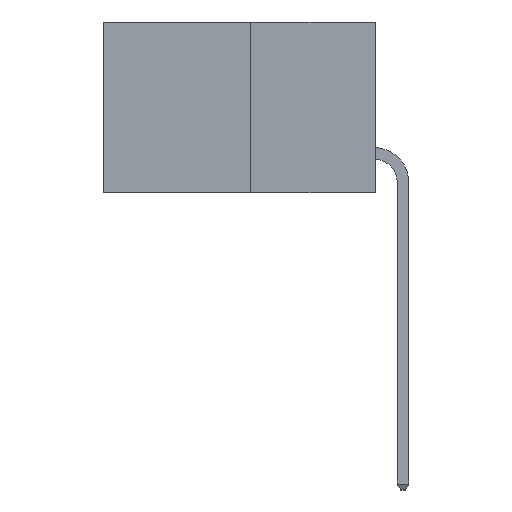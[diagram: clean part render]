
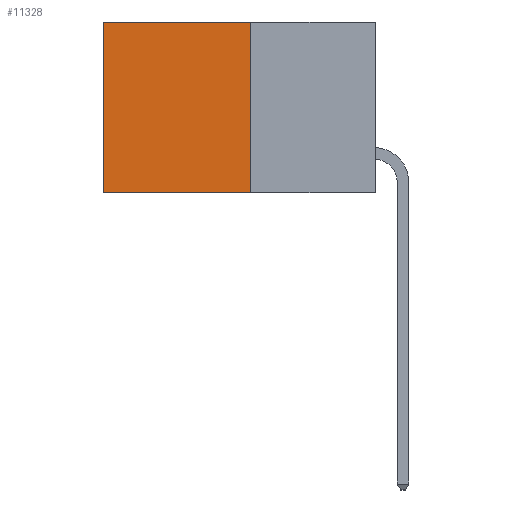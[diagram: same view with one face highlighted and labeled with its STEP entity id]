
A CAD part, left-side view. The second image highlights one B-rep face of the part: STEP entity #11328.
In plain terms, the highlighted planar face has unit normal (-1, 0, 0).
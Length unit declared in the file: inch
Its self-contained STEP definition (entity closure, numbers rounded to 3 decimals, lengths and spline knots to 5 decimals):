
#83 = CARTESIAN_POINT ( 'NONE',  ( 0.277, 0.27, -0.37 ) ) ;
#341 = CARTESIAN_POINT ( 'NONE',  ( 0.277, 0.27, -0.37 ) ) ;
#1063 = CARTESIAN_POINT ( 'NONE',  ( 0.277, 0.27, -0.37 ) ) ;
#1125 = CARTESIAN_POINT ( 'NONE',  ( 0.277, 0.27, 0. ) ) ;
#1480 = VECTOR ( 'NONE', #14190, 39.37008 ) ;
#2378 = CARTESIAN_POINT ( 'NONE',  ( 0.277, 0.27, 0. ) ) ;
#2952 = LINE ( 'NONE', #13400, #14580 ) ;
#3733 = ORIENTED_EDGE ( 'NONE', *, *, #4200, .T. ) ;
#4200 = EDGE_CURVE ( 'NONE', #4425, #9087, #2952, .T. ) ;
#4220 = FACE_OUTER_BOUND ( 'NONE', #10737, .T. ) ;
#4425 = VERTEX_POINT ( 'NONE', #14380 ) ;
#4758 = DIRECTION ( 'NONE',  ( 0., 0., -1. ) ) ;
#5164 = CARTESIAN_POINT ( 'NONE',  ( 0.277, 0.27, -0.37 ) ) ;
#6317 = ORIENTED_EDGE ( 'NONE', *, *, #12090, .T. ) ;
#6667 = VERTEX_POINT ( 'NONE', #83 ) ;
#8105 = DIRECTION ( 'NONE',  ( 0., 0., -1. ) ) ;
#8196 = EDGE_CURVE ( 'NONE', #6667, #9087, #16889, .T. ) ;
#9087 = VERTEX_POINT ( 'NONE', #17500 ) ;
#9506 = ORIENTED_EDGE ( 'NONE', *, *, #8196, .F. ) ;
#10267 = VECTOR ( 'NONE', #4758, 39.37008 ) ;
#10737 = EDGE_LOOP ( 'NONE', ( #3733, #9506, #13689, #6317 ) ) ;
#11328 = ADVANCED_FACE ( 'NONE', ( #4220 ), #13824, .F. ) ;
#11919 = DIRECTION ( 'NONE',  ( 0., 0., -1. ) ) ;
#12090 = EDGE_CURVE ( 'NONE', #17440, #4425, #14034, .T. ) ;
#13400 = CARTESIAN_POINT ( 'NONE',  ( 0.277, 0.59, -0.37 ) ) ;
#13689 = ORIENTED_EDGE ( 'NONE', *, *, #18425, .F. ) ;
#13824 = PLANE ( 'NONE',  #18730 ) ;
#14034 = LINE ( 'NONE', #1125, #1480 ) ;
#14190 = DIRECTION ( 'NONE',  ( 0., 1., 0. ) ) ;
#14380 = CARTESIAN_POINT ( 'NONE',  ( 0.277, 0.59, 0. ) ) ;
#14421 = VECTOR ( 'NONE', #18505, 39.37008 ) ;
#14580 = VECTOR ( 'NONE', #11919, 39.37008 ) ;
#16781 = DIRECTION ( 'NONE',  ( 1., 0., 0. ) ) ;
#16889 = LINE ( 'NONE', #1063, #14421 ) ;
#17440 = VERTEX_POINT ( 'NONE', #2378 ) ;
#17500 = CARTESIAN_POINT ( 'NONE',  ( 0.277, 0.59, -0.37 ) ) ;
#18425 = EDGE_CURVE ( 'NONE', #17440, #6667, #18883, .T. ) ;
#18505 = DIRECTION ( 'NONE',  ( 0., 1., 0. ) ) ;
#18730 = AXIS2_PLACEMENT_3D ( 'NONE', #5164, #16781, #8105 ) ;
#18883 = LINE ( 'NONE', #341, #10267 ) ;
